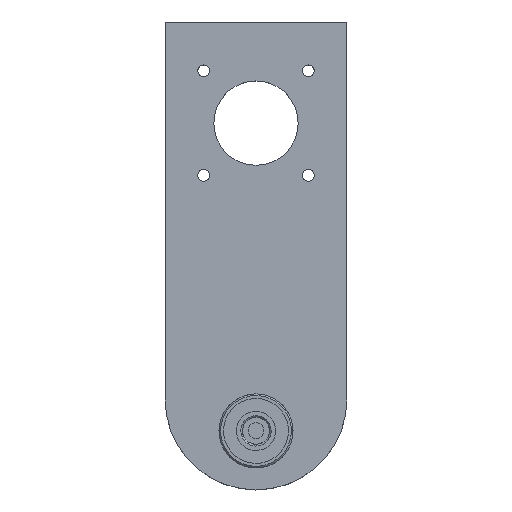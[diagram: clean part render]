
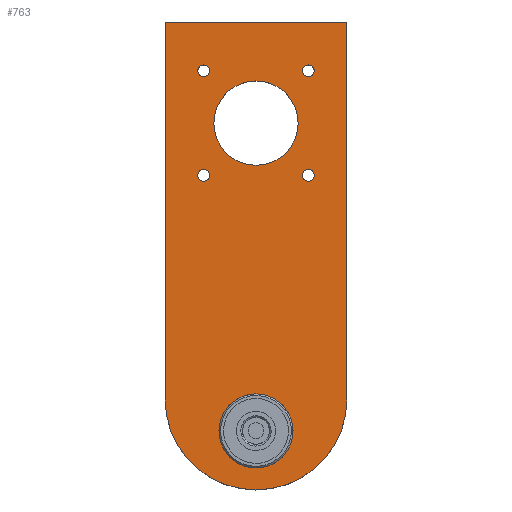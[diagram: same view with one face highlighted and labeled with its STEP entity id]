
A CAD part, top view. The second image highlights one B-rep face of the part: STEP entity #763.
In plain terms, the highlighted planar face has unit normal (0, 0, 1).
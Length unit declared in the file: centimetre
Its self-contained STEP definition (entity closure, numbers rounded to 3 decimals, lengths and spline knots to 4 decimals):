
#173=VECTOR('',#961,1.);
#181=VECTOR('',#1003,1.);
#182=VECTOR('',#1004,1.);
#199=LINE('',#1243,#173);
#207=LINE('',#1284,#181);
#208=LINE('',#1285,#182);
#236=VERTEX_POINT('',#1244);
#237=VERTEX_POINT('',#1245);
#243=VERTEX_POINT('',#1261);
#244=VERTEX_POINT('',#1262);
#245=VERTEX_POINT('',#1267);
#246=VERTEX_POINT('',#1270);
#247=VERTEX_POINT('',#1273);
#248=VERTEX_POINT('',#1276);
#249=VERTEX_POINT('',#1279);
#250=VERTEX_POINT('',#1282);
#292=CIRCLE('',#824,2.7);
#293=CIRCLE('',#826,1.25);
#294=CIRCLE('',#828,0.175);
#295=CIRCLE('',#830,0.175);
#296=CIRCLE('',#832,0.175);
#297=CIRCLE('',#834,0.175);
#298=CIRCLE('',#836,1.1);
#356=EDGE_CURVE('',#236,#237,#199,.T.);
#364=EDGE_CURVE('',#243,#244,#292,.T.);
#367=EDGE_CURVE('',#245,#245,#293,.T.);
#368=EDGE_CURVE('',#246,#246,#294,.T.);
#369=EDGE_CURVE('',#247,#247,#295,.T.);
#370=EDGE_CURVE('',#248,#248,#296,.T.);
#371=EDGE_CURVE('',#249,#249,#297,.T.);
#372=EDGE_CURVE('',#250,#250,#298,.T.);
#373=EDGE_CURVE('',#237,#243,#207,.T.);
#374=EDGE_CURVE('',#244,#236,#208,.T.);
#487=ORIENTED_EDGE('',*,*,#364,.F.);
#488=ORIENTED_EDGE('',*,*,#373,.F.);
#489=ORIENTED_EDGE('',*,*,#356,.F.);
#490=ORIENTED_EDGE('',*,*,#374,.F.);
#491=ORIENTED_EDGE('',*,*,#372,.T.);
#492=ORIENTED_EDGE('',*,*,#371,.T.);
#493=ORIENTED_EDGE('',*,*,#370,.T.);
#494=ORIENTED_EDGE('',*,*,#369,.T.);
#495=ORIENTED_EDGE('',*,*,#368,.T.);
#496=ORIENTED_EDGE('',*,*,#367,.T.);
#592=EDGE_LOOP('',(#487,#488,#489,#490));
#593=EDGE_LOOP('',(#491));
#594=EDGE_LOOP('',(#492));
#595=EDGE_LOOP('',(#493));
#596=EDGE_LOOP('',(#494));
#597=EDGE_LOOP('',(#495));
#598=EDGE_LOOP('',(#496));
#688=FACE_BOUND('',#592,.T.);
#689=FACE_BOUND('',#593,.T.);
#690=FACE_BOUND('',#594,.T.);
#691=FACE_BOUND('',#595,.T.);
#692=FACE_BOUND('',#596,.T.);
#693=FACE_BOUND('',#597,.T.);
#694=FACE_BOUND('',#598,.T.);
#763=ADVANCED_FACE('',(#688,#689,#690,#691,#692,#693,#694),#1370,.T.);
#824=AXIS2_PLACEMENT_3D('',#1260,#974,#975);
#826=AXIS2_PLACEMENT_3D('',#1266,#980,#981);
#828=AXIS2_PLACEMENT_3D('',#1269,#984,#985);
#830=AXIS2_PLACEMENT_3D('',#1272,#988,#989);
#832=AXIS2_PLACEMENT_3D('',#1275,#992,#993);
#834=AXIS2_PLACEMENT_3D('',#1278,#996,#997);
#836=AXIS2_PLACEMENT_3D('',#1281,#1000,#1001);
#837=AXIS2_PLACEMENT_3D('',#1283,#1002,$);
#961=DIRECTION('',(1.,0.,0.));
#974=DIRECTION('',(0.,0.,-1.));
#975=DIRECTION('',(1.909,-1.909,0.));
#980=DIRECTION('',(0.,0.,-1.));
#981=DIRECTION('',(-1.25,0.,0.));
#984=DIRECTION('',(0.,0.,-1.));
#985=DIRECTION('',(-0.175,0.,0.));
#988=DIRECTION('',(0.,0.,-1.));
#989=DIRECTION('',(-0.175,0.,0.));
#992=DIRECTION('',(0.,0.,-1.));
#993=DIRECTION('',(-0.175,0.,0.));
#996=DIRECTION('',(0.,0.,-1.));
#997=DIRECTION('',(-0.175,0.,0.));
#1000=DIRECTION('',(0.,0.,-1.));
#1001=DIRECTION('',(-1.1,0.,0.));
#1002=DIRECTION('',(0.,0.,1.));
#1003=DIRECTION('',(0.,-1.,0.));
#1004=DIRECTION('',(0.,1.,0.));
#1243=CARTESIAN_POINT('',(2.7,6.9425,0.9525));
#1244=CARTESIAN_POINT('',(-2.7,6.9425,0.9525));
#1245=CARTESIAN_POINT('',(2.7,6.9425,0.9525));
#1260=CARTESIAN_POINT('',(0.,-4.2425,0.9525));
#1261=CARTESIAN_POINT('',(2.7,-4.2425,0.9525));
#1262=CARTESIAN_POINT('',(-2.7,-4.2425,0.9525));
#1266=CARTESIAN_POINT('',(0.,3.9425,0.9525));
#1267=CARTESIAN_POINT('',(1.25,3.9425,0.9525));
#1269=CARTESIAN_POINT('',(1.55,5.4925,0.9525));
#1270=CARTESIAN_POINT('',(1.725,5.4925,0.9525));
#1272=CARTESIAN_POINT('',(1.55,2.3925,0.9525));
#1273=CARTESIAN_POINT('',(1.725,2.3925,0.9525));
#1275=CARTESIAN_POINT('',(-1.55,2.3925,0.9525));
#1276=CARTESIAN_POINT('',(-1.375,2.3925,0.9525));
#1278=CARTESIAN_POINT('',(-1.55,5.4925,0.9525));
#1279=CARTESIAN_POINT('',(-1.375,5.4925,0.9525));
#1281=CARTESIAN_POINT('',(0.,-5.1925,0.9525));
#1282=CARTESIAN_POINT('',(1.1,-5.1925,0.9525));
#1283=CARTESIAN_POINT('',(0.,0.,0.9525));
#1284=CARTESIAN_POINT('',(2.7,-6.9425,0.9525));
#1285=CARTESIAN_POINT('',(-2.7,6.9425,0.9525));
#1370=PLANE('',#837);
